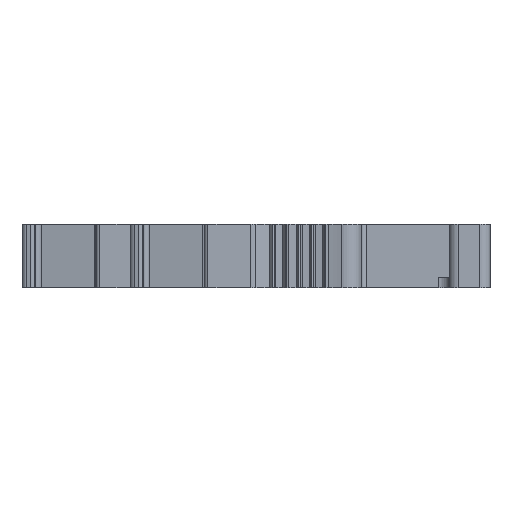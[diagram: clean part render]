
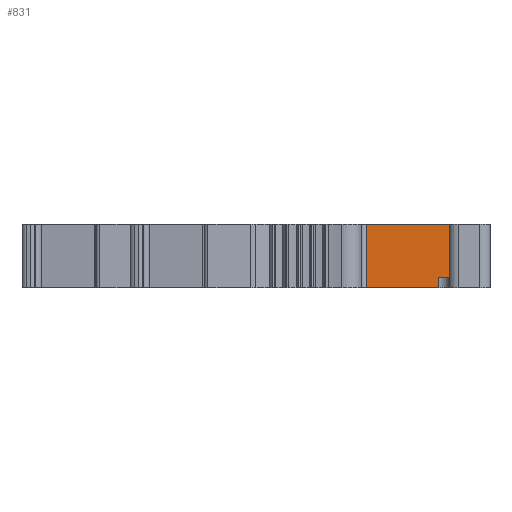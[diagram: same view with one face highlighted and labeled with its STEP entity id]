
A CAD part, left-side view. The second image highlights one B-rep face of the part: STEP entity #831.
In plain terms, the highlighted planar face has unit normal (-1, 0, 0).
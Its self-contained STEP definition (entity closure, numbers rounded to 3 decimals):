
#831=ADVANCED_FACE('',(#4075),#4077,.T.);
#4075=FACE_BOUND('',#4076,.T.);
#4076=EDGE_LOOP('',(#6906,#6907,#6908,#6909,#6910,#6911));
#4077=PLANE('',#4078);
#4078=AXIS2_PLACEMENT_3D('',#4079,#4080,#4081);
#4079=CARTESIAN_POINT('',(-42.555,-14.162,2.6));
#4080=DIRECTION('',(-1.,0.,0.));
#4081=DIRECTION('',(0.,0.,1.));
#6906=ORIENTED_EDGE('',*,*,#8954,.F.);
#6907=ORIENTED_EDGE('',*,*,#8955,.T.);
#6908=ORIENTED_EDGE('',*,*,#8372,.T.);
#6909=ORIENTED_EDGE('',*,*,#8956,.T.);
#6910=ORIENTED_EDGE('',*,*,#8744,.T.);
#6911=ORIENTED_EDGE('',*,*,#8944,.T.);
#8372=EDGE_CURVE('',#9548,#9546,#9549,.T.);
#8744=EDGE_CURVE('',#10248,#10246,#10249,.T.);
#8944=EDGE_CURVE('',#10246,#10611,#10613,.T.);
#8954=EDGE_CURVE('',#10625,#10611,#10626,.T.);
#8955=EDGE_CURVE('',#10625,#9548,#10627,.T.);
#8956=EDGE_CURVE('',#9546,#10248,#10628,.T.);
#9546=VERTEX_POINT('',#11566);
#9548=VERTEX_POINT('',#11571);
#9549=LINE('',#11572,#11573);
#10246=VERTEX_POINT('',#13129);
#10248=VERTEX_POINT('',#13134);
#10249=LINE('',#13135,#13136);
#10611=VERTEX_POINT('',#13937);
#10613=LINE('',#13942,#13943);
#10625=VERTEX_POINT('',#13974);
#10626=LINE('',#13975,#13976);
#10627=LINE('',#13978,#13979);
#10628=LINE('',#13981,#13982);
#11566=CARTESIAN_POINT('',(-42.555,-8.569,3.1));
#11571=CARTESIAN_POINT('',(-42.555,-18.669,3.1));
#11572=CARTESIAN_POINT('',(-42.555,-18.669,3.1));
#11573=VECTOR('',#11574,1.);
#11574=DIRECTION('',(0.,1.,0.));
#13129=CARTESIAN_POINT('',(-42.555,-15.669,-3.1));
#13134=CARTESIAN_POINT('',(-42.555,-8.569,-3.1));
#13135=CARTESIAN_POINT('',(-42.555,-8.569,-3.1));
#13136=VECTOR('',#13137,1.);
#13137=DIRECTION('',(0.,-1.,0.));
#13937=CARTESIAN_POINT('',(-42.555,-15.669,-2.1));
#13942=CARTESIAN_POINT('',(-42.555,-15.669,-3.1));
#13943=VECTOR('',#13944,1.);
#13944=DIRECTION('',(0.,0.,1.));
#13974=CARTESIAN_POINT('',(-42.555,-18.669,-2.1));
#13975=CARTESIAN_POINT('',(-42.555,-18.669,-2.1));
#13976=VECTOR('',#13977,1.);
#13977=DIRECTION('',(0.,1.,0.));
#13978=CARTESIAN_POINT('',(-42.555,-18.669,-2.1));
#13979=VECTOR('',#13980,1.);
#13980=DIRECTION('',(0.,0.,1.));
#13981=CARTESIAN_POINT('',(-42.555,-8.569,3.1));
#13982=VECTOR('',#13983,1.);
#13983=DIRECTION('',(0.,0.,-1.));
